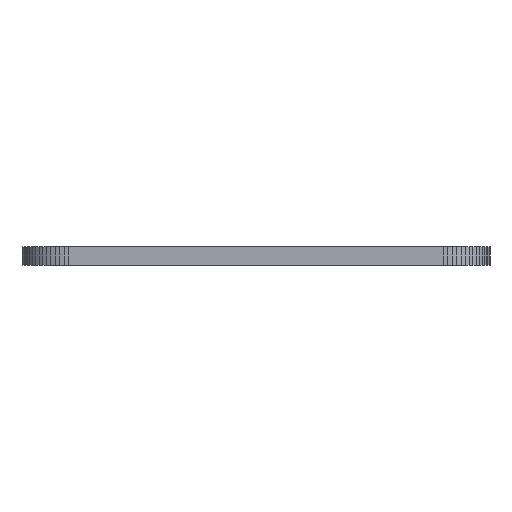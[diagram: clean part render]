
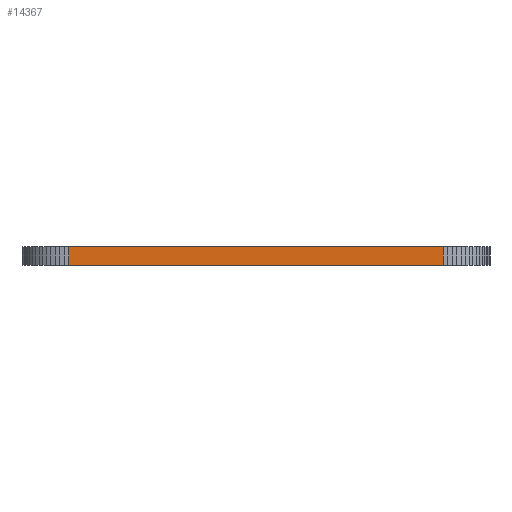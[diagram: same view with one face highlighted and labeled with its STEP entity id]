
A CAD part, left-side view. The second image highlights one B-rep face of the part: STEP entity #14367.
In plain terms, the highlighted planar face has unit normal (-1, 0, 0).
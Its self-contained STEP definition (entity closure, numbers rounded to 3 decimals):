
#90 = PLANE('',#91);
#91 = AXIS2_PLACEMENT_3D('',#92,#93,#94);
#92 = CARTESIAN_POINT('',(138.,-106.,1.58));
#93 = DIRECTION('',(-0.,-0.,-1.));
#94 = DIRECTION('',(-1.,0.,0.));
#144 = PLANE('',#145);
#145 = AXIS2_PLACEMENT_3D('',#146,#147,#148);
#146 = CARTESIAN_POINT('',(138.,-106.,0.));
#147 = DIRECTION('',(-0.,-0.,-1.));
#148 = DIRECTION('',(-1.,0.,0.));
#1597 = VERTEX_POINT('',#1598);
#1598 = CARTESIAN_POINT('',(62.,-122.,0.));
#1612 = PLANE('',#1613);
#1613 = AXIS2_PLACEMENT_3D('',#1614,#1615,#1616);
#1614 = CARTESIAN_POINT('',(62.019,-122.392,0.));
#1615 = DIRECTION('',(-0.999,-0.049,0.));
#1616 = DIRECTION('',(-0.049,0.999,0.));
#1624 = EDGE_CURVE('',#1597,#1625,#1627,.T.);
#1625 = VERTEX_POINT('',#1626);
#1626 = CARTESIAN_POINT('',(62.,-90.,0.));
#1627 = SURFACE_CURVE('',#1628,(#1632,#1639),.PCURVE_S1.);
#1628 = LINE('',#1629,#1630);
#1629 = CARTESIAN_POINT('',(62.,-122.,0.));
#1630 = VECTOR('',#1631,1.);
#1631 = DIRECTION('',(0.,1.,0.));
#1632 = PCURVE('',#144,#1633);
#1633 = DEFINITIONAL_REPRESENTATION('',(#1634),#1638);
#1634 = LINE('',#1635,#1636);
#1635 = CARTESIAN_POINT('',(76.,-16.));
#1636 = VECTOR('',#1637,1.);
#1637 = DIRECTION('',(0.,1.));
#1638 = ( GEOMETRIC_REPRESENTATION_CONTEXT(2) 
PARAMETRIC_REPRESENTATION_CONTEXT() REPRESENTATION_CONTEXT('2D SPACE',''
  ) );
#1639 = PCURVE('',#1640,#1645);
#1640 = PLANE('',#1641);
#1641 = AXIS2_PLACEMENT_3D('',#1642,#1643,#1644);
#1642 = CARTESIAN_POINT('',(62.,-122.,0.));
#1643 = DIRECTION('',(-1.,0.,0.));
#1644 = DIRECTION('',(0.,1.,0.));
#1645 = DEFINITIONAL_REPRESENTATION('',(#1646),#1650);
#1646 = LINE('',#1647,#1648);
#1647 = CARTESIAN_POINT('',(0.,0.));
#1648 = VECTOR('',#1649,1.);
#1649 = DIRECTION('',(1.,0.));
#1650 = ( GEOMETRIC_REPRESENTATION_CONTEXT(2) 
PARAMETRIC_REPRESENTATION_CONTEXT() REPRESENTATION_CONTEXT('2D SPACE',''
  ) );
#1668 = PLANE('',#1669);
#1669 = AXIS2_PLACEMENT_3D('',#1670,#1671,#1672);
#1670 = CARTESIAN_POINT('',(62.,-90.,0.));
#1671 = DIRECTION('',(-0.999,0.049,0.));
#1672 = DIRECTION('',(0.049,0.999,0.));
#8573 = VERTEX_POINT('',#8574);
#8574 = CARTESIAN_POINT('',(62.,-122.,1.58));
#8595 = EDGE_CURVE('',#8573,#8596,#8598,.T.);
#8596 = VERTEX_POINT('',#8597);
#8597 = CARTESIAN_POINT('',(62.,-90.,1.58));
#8598 = SURFACE_CURVE('',#8599,(#8603,#8610),.PCURVE_S1.);
#8599 = LINE('',#8600,#8601);
#8600 = CARTESIAN_POINT('',(62.,-122.,1.58));
#8601 = VECTOR('',#8602,1.);
#8602 = DIRECTION('',(0.,1.,0.));
#8603 = PCURVE('',#90,#8604);
#8604 = DEFINITIONAL_REPRESENTATION('',(#8605),#8609);
#8605 = LINE('',#8606,#8607);
#8606 = CARTESIAN_POINT('',(76.,-16.));
#8607 = VECTOR('',#8608,1.);
#8608 = DIRECTION('',(0.,1.));
#8609 = ( GEOMETRIC_REPRESENTATION_CONTEXT(2) 
PARAMETRIC_REPRESENTATION_CONTEXT() REPRESENTATION_CONTEXT('2D SPACE',''
  ) );
#8610 = PCURVE('',#1640,#8611);
#8611 = DEFINITIONAL_REPRESENTATION('',(#8612),#8616);
#8612 = LINE('',#8613,#8614);
#8613 = CARTESIAN_POINT('',(0.,-1.58));
#8614 = VECTOR('',#8615,1.);
#8615 = DIRECTION('',(1.,0.));
#8616 = ( GEOMETRIC_REPRESENTATION_CONTEXT(2) 
PARAMETRIC_REPRESENTATION_CONTEXT() REPRESENTATION_CONTEXT('2D SPACE',''
  ) );
#14317 = EDGE_CURVE('',#1625,#8596,#14318,.T.);
#14318 = SURFACE_CURVE('',#14319,(#14323,#14330),.PCURVE_S1.);
#14319 = LINE('',#14320,#14321);
#14320 = CARTESIAN_POINT('',(62.,-90.,0.));
#14321 = VECTOR('',#14322,1.);
#14322 = DIRECTION('',(0.,0.,1.));
#14323 = PCURVE('',#1668,#14324);
#14324 = DEFINITIONAL_REPRESENTATION('',(#14325),#14329);
#14325 = LINE('',#14326,#14327);
#14326 = CARTESIAN_POINT('',(0.,0.));
#14327 = VECTOR('',#14328,1.);
#14328 = DIRECTION('',(0.,-1.));
#14329 = ( GEOMETRIC_REPRESENTATION_CONTEXT(2) 
PARAMETRIC_REPRESENTATION_CONTEXT() REPRESENTATION_CONTEXT('2D SPACE',''
  ) );
#14330 = PCURVE('',#1640,#14331);
#14331 = DEFINITIONAL_REPRESENTATION('',(#14332),#14336);
#14332 = LINE('',#14333,#14334);
#14333 = CARTESIAN_POINT('',(32.,0.));
#14334 = VECTOR('',#14335,1.);
#14335 = DIRECTION('',(0.,-1.));
#14336 = ( GEOMETRIC_REPRESENTATION_CONTEXT(2) 
PARAMETRIC_REPRESENTATION_CONTEXT() REPRESENTATION_CONTEXT('2D SPACE',''
  ) );
#14367 = ADVANCED_FACE('',(#14368),#1640,.T.);
#14368 = FACE_BOUND('',#14369,.T.);
#14369 = EDGE_LOOP('',(#14370,#14391,#14392,#14393));
#14370 = ORIENTED_EDGE('',*,*,#14371,.T.);
#14371 = EDGE_CURVE('',#1597,#8573,#14372,.T.);
#14372 = SURFACE_CURVE('',#14373,(#14377,#14384),.PCURVE_S1.);
#14373 = LINE('',#14374,#14375);
#14374 = CARTESIAN_POINT('',(62.,-122.,0.));
#14375 = VECTOR('',#14376,1.);
#14376 = DIRECTION('',(0.,0.,1.));
#14377 = PCURVE('',#1640,#14378);
#14378 = DEFINITIONAL_REPRESENTATION('',(#14379),#14383);
#14379 = LINE('',#14380,#14381);
#14380 = CARTESIAN_POINT('',(0.,0.));
#14381 = VECTOR('',#14382,1.);
#14382 = DIRECTION('',(0.,-1.));
#14383 = ( GEOMETRIC_REPRESENTATION_CONTEXT(2) 
PARAMETRIC_REPRESENTATION_CONTEXT() REPRESENTATION_CONTEXT('2D SPACE',''
  ) );
#14384 = PCURVE('',#1612,#14385);
#14385 = DEFINITIONAL_REPRESENTATION('',(#14386),#14390);
#14386 = LINE('',#14387,#14388);
#14387 = CARTESIAN_POINT('',(0.393,0.));
#14388 = VECTOR('',#14389,1.);
#14389 = DIRECTION('',(0.,-1.));
#14390 = ( GEOMETRIC_REPRESENTATION_CONTEXT(2) 
PARAMETRIC_REPRESENTATION_CONTEXT() REPRESENTATION_CONTEXT('2D SPACE',''
  ) );
#14391 = ORIENTED_EDGE('',*,*,#8595,.T.);
#14392 = ORIENTED_EDGE('',*,*,#14317,.F.);
#14393 = ORIENTED_EDGE('',*,*,#1624,.F.);
